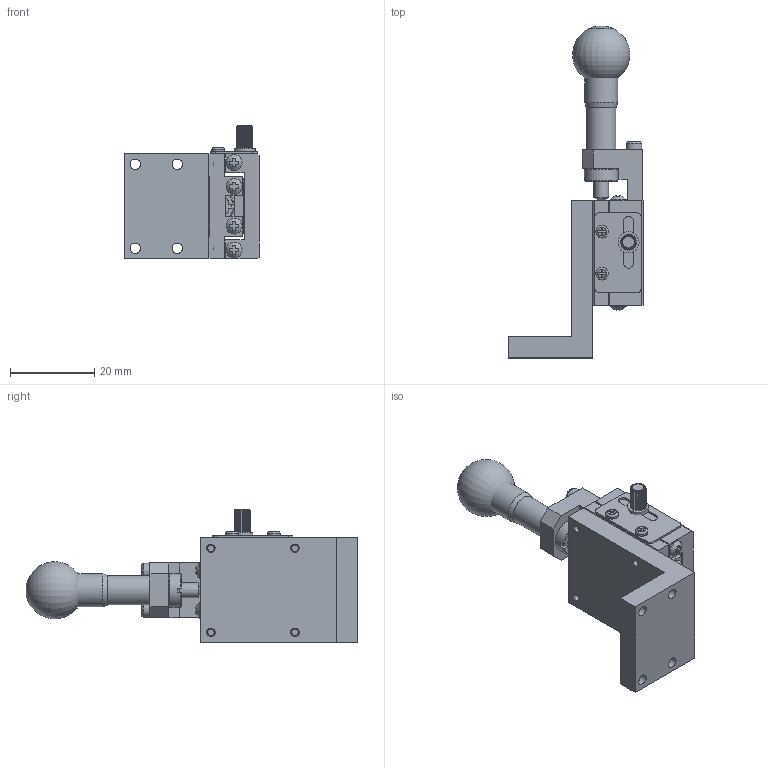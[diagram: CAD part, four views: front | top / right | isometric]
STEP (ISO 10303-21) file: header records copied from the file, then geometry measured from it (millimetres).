
FILE_DESCRIPTION (( 'STEP AP203' ), '1' );
FILE_NAME ('528915.STEP', '2024-11-13T01:51:52', ( 'Windows User' ), ( 'P R C' ), 'SwSTEP 2.0', 'SolidWorks 2020', '' );
FILE_SCHEMA (( 'CONFIG_CONTROL_DESIGN' ));
Products named in the file (1): 528915
Bounding box: 32 x 78.99 x 31.8 mm (x, y, z)
Volume: 15044 mm3; surface area: 11627.5 mm2
Topology: 5 solids, 5 shells, 2346 faces, 5027 edges, 2724 vertices
Faces by surface type: bspline 1481, cylinder 509, plane 266, cone 89, torus 1
Full cylindrical faces by diameter (mm): 1.567 x12, 2 x1, 2.5 x8, 2.6 x2, 3 x3, 3.25 x1, 3.5 x3, 3.8 x8, 4.5 x4, 5 x1, 5.85 x1, 7 x1, 7.822 x1, 8 x1
Entity records: 88476 total; most frequent: CARTESIAN_POINT 55226, ORIENTED_EDGE 9856, EDGE_CURVE 4928, DIRECTION 3202, VERTEX_POINT 2702, EDGE_LOOP 2488, FACE_OUTER_BOUND 2397, ADVANCED_FACE 2346
